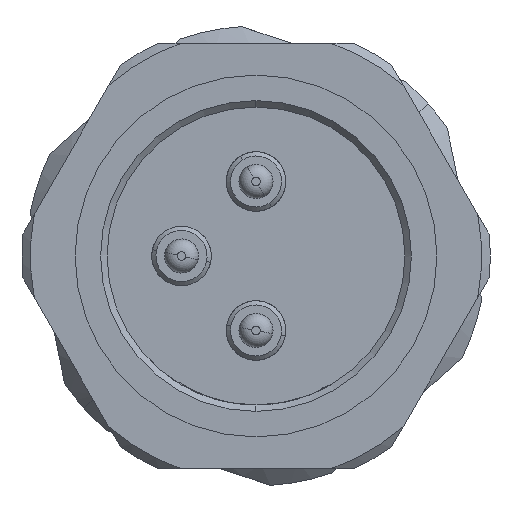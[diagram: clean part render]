
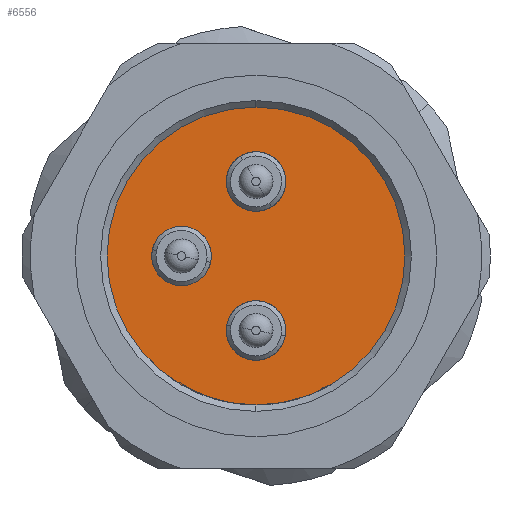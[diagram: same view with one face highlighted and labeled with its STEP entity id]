
A CAD part, left-side view. The second image highlights one B-rep face of the part: STEP entity #6556.
In plain terms, the highlighted planar face has unit normal (-1, 0, 0).
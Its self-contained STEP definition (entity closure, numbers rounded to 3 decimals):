
#45 = CARTESIAN_POINT ( 'NONE',  ( -11.3, 0., 0. ) ) ;
#1453 = EDGE_CURVE ( 'NONE', #11653, #27457, #20605, .T. ) ;
#1487 = ORIENTED_EDGE ( 'NONE', *, *, #18318, .T. ) ;
#1609 = FACE_BOUND ( 'NONE', #30114, .T. ) ;
#1742 = DIRECTION ( 'NONE',  ( 0., 0., 1. ) ) ;
#2245 = DIRECTION ( 'NONE',  ( -1., 0., 0. ) ) ;
#2743 = ORIENTED_EDGE ( 'NONE', *, *, #28325, .F. ) ;
#3037 = DIRECTION ( 'NONE',  ( 1., 0., 0. ) ) ;
#3135 = AXIS2_PLACEMENT_3D ( 'NONE', #3643, #26560, #10563 ) ;
#3643 = CARTESIAN_POINT ( 'NONE',  ( -11.3, 0., -1.75 ) ) ;
#3746 = ORIENTED_EDGE ( 'NONE', *, *, #31927, .F. ) ;
#4094 = EDGE_CURVE ( 'NONE', #9681, #15143, #6799, .T. ) ;
#4595 = DIRECTION ( 'NONE',  ( -1., 0., 0. ) ) ;
#4665 = CARTESIAN_POINT ( 'NONE',  ( -11.3, 0., -2.45 ) ) ;
#5975 = CIRCLE ( 'NONE', #16667, 0.7 ) ;
#6182 = AXIS2_PLACEMENT_3D ( 'NONE', #13758, #8728, #15947 ) ;
#6556 = ADVANCED_FACE ( 'NONE', ( #1609, #29548, #6638, #13841 ), #11825, .F. ) ;
#6638 = FACE_BOUND ( 'NONE', #9677, .T. ) ;
#6798 = CARTESIAN_POINT ( 'NONE',  ( -11.3, 3.5, 0. ) ) ;
#6799 = CIRCLE ( 'NONE', #11047, 0.7 ) ;
#7433 = CARTESIAN_POINT ( 'NONE',  ( -11.3, 0., 0. ) ) ;
#7576 = DIRECTION ( 'NONE',  ( 0., 0., -1. ) ) ;
#7817 = ORIENTED_EDGE ( 'NONE', *, *, #17626, .F. ) ;
#8728 = DIRECTION ( 'NONE',  ( -1., 0., 0. ) ) ;
#9189 = CIRCLE ( 'NONE', #27867, 3.5 ) ;
#9455 = EDGE_LOOP ( 'NONE', ( #1487, #23954 ) ) ;
#9677 = EDGE_LOOP ( 'NONE', ( #7817, #30075 ) ) ;
#9681 = VERTEX_POINT ( 'NONE', #10290 ) ;
#9944 = AXIS2_PLACEMENT_3D ( 'NONE', #6798, #3037, #7576 ) ;
#9949 = DIRECTION ( 'NONE',  ( 0., 0., 1. ) ) ;
#10130 = CARTESIAN_POINT ( 'NONE',  ( -11.3, 0., 1.75 ) ) ;
#10290 = CARTESIAN_POINT ( 'NONE',  ( -11.3, 1.75, -0.7 ) ) ;
#10563 = DIRECTION ( 'NONE',  ( 0., 0., 1. ) ) ;
#10960 = EDGE_CURVE ( 'NONE', #18670, #28142, #28162, .T. ) ;
#11047 = AXIS2_PLACEMENT_3D ( 'NONE', #29258, #13545, #31429 ) ;
#11653 = VERTEX_POINT ( 'NONE', #4665 ) ;
#11825 = PLANE ( 'NONE',  #9944 ) ;
#13545 = DIRECTION ( 'NONE',  ( -1., 0., 0. ) ) ;
#13758 = CARTESIAN_POINT ( 'NONE',  ( -11.3, 0., -1.75 ) ) ;
#13841 = FACE_OUTER_BOUND ( 'NONE', #9455, .T. ) ;
#13897 = CARTESIAN_POINT ( 'NONE',  ( -11.3, 1.75, 0.7 ) ) ;
#14307 = CARTESIAN_POINT ( 'NONE',  ( -11.3, 1.75, 0. ) ) ;
#15143 = VERTEX_POINT ( 'NONE', #13897 ) ;
#15947 = DIRECTION ( 'NONE',  ( 0., 0., 1. ) ) ;
#16667 = AXIS2_PLACEMENT_3D ( 'NONE', #14307, #21503, #1742 ) ;
#17014 = AXIS2_PLACEMENT_3D ( 'NONE', #10130, #4595, #19987 ) ;
#17071 = DIRECTION ( 'NONE',  ( -1., 0., 0. ) ) ;
#17147 = DIRECTION ( 'NONE',  ( -1., 0., 0. ) ) ;
#17626 = EDGE_CURVE ( 'NONE', #15143, #9681, #5975, .T. ) ;
#17921 = ORIENTED_EDGE ( 'NONE', *, *, #10960, .F. ) ;
#18169 = CARTESIAN_POINT ( 'NONE',  ( -11.3, 0., 2.45 ) ) ;
#18318 = EDGE_CURVE ( 'NONE', #26138, #20561, #9189, .T. ) ;
#18600 = CIRCLE ( 'NONE', #17014, 0.7 ) ;
#18670 = VERTEX_POINT ( 'NONE', #18169 ) ;
#19549 = ORIENTED_EDGE ( 'NONE', *, *, #1453, .F. ) ;
#19987 = DIRECTION ( 'NONE',  ( 0., 0., 1. ) ) ;
#20051 = DIRECTION ( 'NONE',  ( 0., 0., 1. ) ) ;
#20561 = VERTEX_POINT ( 'NONE', #23443 ) ;
#20605 = CIRCLE ( 'NONE', #6182, 0.7 ) ;
#21474 = EDGE_CURVE ( 'NONE', #20561, #26138, #22399, .T. ) ;
#21503 = DIRECTION ( 'NONE',  ( -1., 0., 0. ) ) ;
#21514 = CARTESIAN_POINT ( 'NONE',  ( -11.3, 0., 3.5 ) ) ;
#21857 = CIRCLE ( 'NONE', #3135, 0.7 ) ;
#22399 = CIRCLE ( 'NONE', #29347, 3.5 ) ;
#23443 = CARTESIAN_POINT ( 'NONE',  ( -11.3, 0., -3.5 ) ) ;
#23954 = ORIENTED_EDGE ( 'NONE', *, *, #21474, .T. ) ;
#26138 = VERTEX_POINT ( 'NONE', #21514 ) ;
#26317 = CARTESIAN_POINT ( 'NONE',  ( -11.3, 0., -1.05 ) ) ;
#26560 = DIRECTION ( 'NONE',  ( -1., 0., 0. ) ) ;
#27112 = AXIS2_PLACEMENT_3D ( 'NONE', #27574, #17071, #20051 ) ;
#27155 = CARTESIAN_POINT ( 'NONE',  ( -11.3, 0., 1.05 ) ) ;
#27457 = VERTEX_POINT ( 'NONE', #26317 ) ;
#27574 = CARTESIAN_POINT ( 'NONE',  ( -11.3, 0., 1.75 ) ) ;
#27658 = DIRECTION ( 'NONE',  ( 0., 0., 1. ) ) ;
#27867 = AXIS2_PLACEMENT_3D ( 'NONE', #45, #17147, #27658 ) ;
#28142 = VERTEX_POINT ( 'NONE', #27155 ) ;
#28162 = CIRCLE ( 'NONE', #27112, 0.7 ) ;
#28325 = EDGE_CURVE ( 'NONE', #28142, #18670, #18600, .T. ) ;
#29258 = CARTESIAN_POINT ( 'NONE',  ( -11.3, 1.75, 0. ) ) ;
#29347 = AXIS2_PLACEMENT_3D ( 'NONE', #7433, #2245, #9949 ) ;
#29548 = FACE_BOUND ( 'NONE', #32358, .T. ) ;
#30075 = ORIENTED_EDGE ( 'NONE', *, *, #4094, .F. ) ;
#30114 = EDGE_LOOP ( 'NONE', ( #17921, #2743 ) ) ;
#31429 = DIRECTION ( 'NONE',  ( 0., 0., 1. ) ) ;
#31927 = EDGE_CURVE ( 'NONE', #27457, #11653, #21857, .T. ) ;
#32358 = EDGE_LOOP ( 'NONE', ( #3746, #19549 ) ) ;
